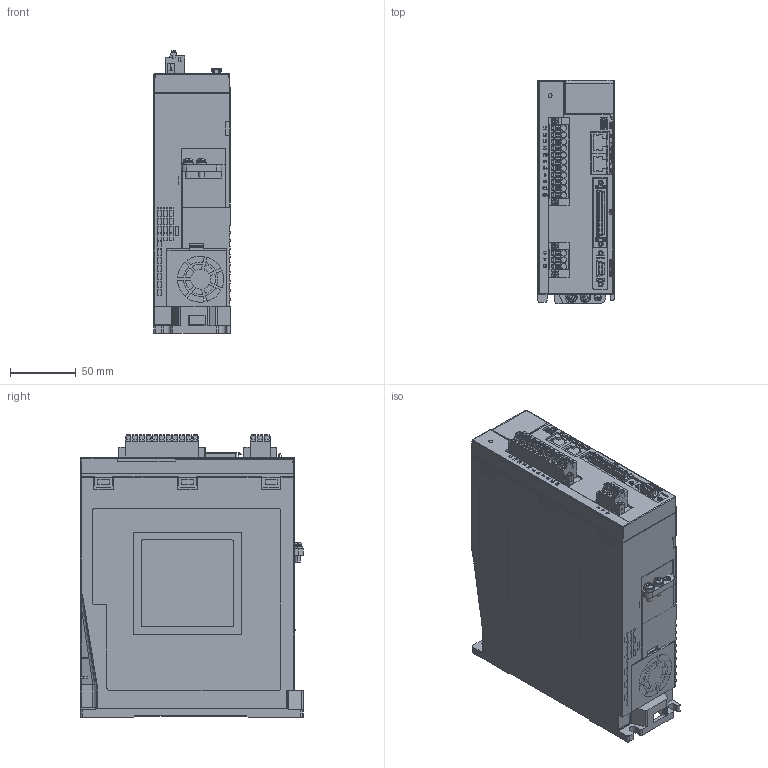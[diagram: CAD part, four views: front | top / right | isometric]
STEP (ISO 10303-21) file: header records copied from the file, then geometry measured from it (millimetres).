
FILE_DESCRIPTION (( 'STEP AP214' ), '1' );
FILE_NAME ('L7PA010U-AD ext1b NEWbC fxt.STEP', '2022-07-18T23:23:12', ( '' ), ( '' ), 'SwSTEP 2.0', 'SolidWorks 2021', '' );
FILE_SCHEMA (( 'AUTOMOTIVE_DESIGN' ));
Products named in the file (1): L7PA010U-AD ext1b NEWbC fxt
Bounding box: 58 x 169 x 214.23 mm (x, y, z)
Volume: 1807339 mm3; surface area: 220725.1 mm2
Topology: 3 solids, 35 shells, 4252 faces, 11721 edges, 7686 vertices
Faces by surface type: plane 2750, cylinder 803, bspline 481, torus 154, cone 48, sphere 16
Entity records: 169745 total; most frequent: CARTESIAN_POINT 63534, ORIENTED_EDGE 23414, DIRECTION 19865, EDGE_CURVE 11707, VECTOR 8531, LINE 8531, VERTEX_POINT 7685, AXIS2_PLACEMENT_3D 5667
